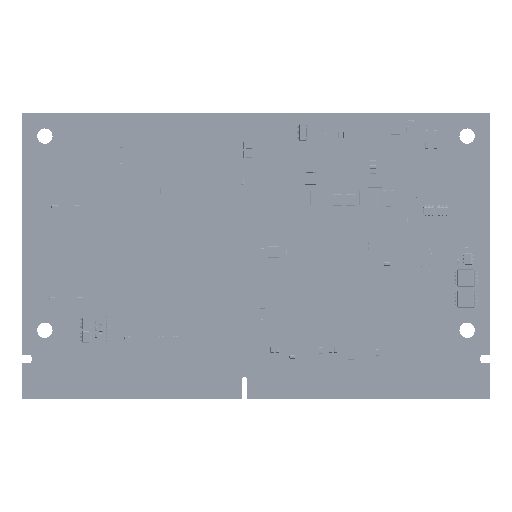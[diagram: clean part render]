
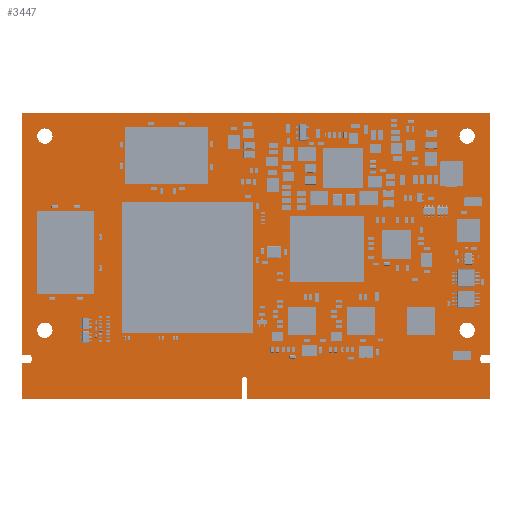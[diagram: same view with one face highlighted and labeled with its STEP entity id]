
A CAD part, top view. The second image highlights one B-rep face of the part: STEP entity #3447.
In plain terms, the highlighted planar face has unit normal (0, 0, 1).
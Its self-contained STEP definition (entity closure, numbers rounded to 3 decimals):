
#2652 = VERTEX_POINT('',#2653);
#2653 = CARTESIAN_POINT('',(0.,0.,1.207));
#2659 = EDGE_CURVE('',#2652,#2660,#2662,.T.);
#2660 = VERTEX_POINT('',#2661);
#2661 = CARTESIAN_POINT('',(0.,6.2,1.207));
#2662 = LINE('',#2663,#2664);
#2663 = CARTESIAN_POINT('',(0.,0.,1.207));
#2664 = VECTOR('',#2665,1.);
#2665 = DIRECTION('',(0.,1.,0.));
#2690 = EDGE_CURVE('',#2660,#2691,#2693,.T.);
#2691 = VERTEX_POINT('',#2692);
#2692 = CARTESIAN_POINT('',(1.2,6.2,1.207));
#2693 = LINE('',#2694,#2695);
#2694 = CARTESIAN_POINT('',(0.,6.2,1.207));
#2695 = VECTOR('',#2696,1.);
#2696 = DIRECTION('',(1.,0.,0.));
#2721 = EDGE_CURVE('',#2691,#2722,#2724,.T.);
#2722 = VERTEX_POINT('',#2723);
#2723 = CARTESIAN_POINT('',(1.7,6.7,1.207));
#2724 = CIRCLE('',#2725,0.498);
#2725 = AXIS2_PLACEMENT_3D('',#2726,#2727,#2728);
#2726 = CARTESIAN_POINT('',(1.202,6.698,1.207));
#2727 = DIRECTION('',(0.,0.,1.));
#2728 = DIRECTION('',(-0.003,-1.,0.));
#2754 = EDGE_CURVE('',#2722,#2755,#2757,.T.);
#2755 = VERTEX_POINT('',#2756);
#2756 = CARTESIAN_POINT('',(1.7,7.2,1.207));
#2757 = LINE('',#2758,#2759);
#2758 = CARTESIAN_POINT('',(1.7,6.7,1.207));
#2759 = VECTOR('',#2760,1.);
#2760 = DIRECTION('',(0.,1.,0.));
#2785 = EDGE_CURVE('',#2755,#2786,#2788,.T.);
#2786 = VERTEX_POINT('',#2787);
#2787 = CARTESIAN_POINT('',(1.2,7.7,1.207));
#2788 = CIRCLE('',#2789,0.498);
#2789 = AXIS2_PLACEMENT_3D('',#2790,#2791,#2792);
#2790 = CARTESIAN_POINT('',(1.202,7.202,1.207));
#2791 = DIRECTION('',(0.,0.,1.));
#2792 = DIRECTION('',(1.,-0.003,0.));
#2818 = EDGE_CURVE('',#2786,#2819,#2821,.T.);
#2819 = VERTEX_POINT('',#2820);
#2820 = CARTESIAN_POINT('',(0.,7.7,1.207));
#2821 = LINE('',#2822,#2823);
#2822 = CARTESIAN_POINT('',(1.2,7.7,1.207));
#2823 = VECTOR('',#2824,1.);
#2824 = DIRECTION('',(-1.,0.,0.));
#2849 = EDGE_CURVE('',#2819,#2850,#2852,.T.);
#2850 = VERTEX_POINT('',#2851);
#2851 = CARTESIAN_POINT('',(0.,50.,1.207));
#2852 = LINE('',#2853,#2854);
#2853 = CARTESIAN_POINT('',(0.,7.7,1.207));
#2854 = VECTOR('',#2855,1.);
#2855 = DIRECTION('',(0.,1.,0.));
#2880 = EDGE_CURVE('',#2850,#2881,#2883,.T.);
#2881 = VERTEX_POINT('',#2882);
#2882 = CARTESIAN_POINT('',(82.,50.,1.207));
#2883 = LINE('',#2884,#2885);
#2884 = CARTESIAN_POINT('',(0.,50.,1.207));
#2885 = VECTOR('',#2886,1.);
#2886 = DIRECTION('',(1.,0.,0.));
#2911 = EDGE_CURVE('',#2881,#2912,#2914,.T.);
#2912 = VERTEX_POINT('',#2913);
#2913 = CARTESIAN_POINT('',(82.,7.7,1.207));
#2914 = LINE('',#2915,#2916);
#2915 = CARTESIAN_POINT('',(82.,50.,1.207));
#2916 = VECTOR('',#2917,1.);
#2917 = DIRECTION('',(0.,-1.,0.));
#2942 = EDGE_CURVE('',#2912,#2943,#2945,.T.);
#2943 = VERTEX_POINT('',#2944);
#2944 = CARTESIAN_POINT('',(80.8,7.7,1.207));
#2945 = LINE('',#2946,#2947);
#2946 = CARTESIAN_POINT('',(82.,7.7,1.207));
#2947 = VECTOR('',#2948,1.);
#2948 = DIRECTION('',(-1.,0.,0.));
#2973 = EDGE_CURVE('',#2943,#2974,#2976,.T.);
#2974 = VERTEX_POINT('',#2975);
#2975 = CARTESIAN_POINT('',(80.3,7.2,1.207));
#2976 = CIRCLE('',#2977,0.498);
#2977 = AXIS2_PLACEMENT_3D('',#2978,#2979,#2980);
#2978 = CARTESIAN_POINT('',(80.798,7.202,1.207));
#2979 = DIRECTION('',(0.,0.,1.));
#2980 = DIRECTION('',(0.003,1.,-0.));
#3006 = EDGE_CURVE('',#2974,#3007,#3009,.T.);
#3007 = VERTEX_POINT('',#3008);
#3008 = CARTESIAN_POINT('',(80.3,6.7,1.207));
#3009 = LINE('',#3010,#3011);
#3010 = CARTESIAN_POINT('',(80.3,7.2,1.207));
#3011 = VECTOR('',#3012,1.);
#3012 = DIRECTION('',(0.,-1.,0.));
#3037 = EDGE_CURVE('',#3007,#3038,#3040,.T.);
#3038 = VERTEX_POINT('',#3039);
#3039 = CARTESIAN_POINT('',(80.8,6.2,1.207));
#3040 = CIRCLE('',#3041,0.498);
#3041 = AXIS2_PLACEMENT_3D('',#3042,#3043,#3044);
#3042 = CARTESIAN_POINT('',(80.798,6.698,1.207));
#3043 = DIRECTION('',(0.,0.,1.));
#3044 = DIRECTION('',(-1.,0.003,0.));
#3070 = EDGE_CURVE('',#3038,#3071,#3073,.T.);
#3071 = VERTEX_POINT('',#3072);
#3072 = CARTESIAN_POINT('',(82.,6.2,1.207));
#3073 = LINE('',#3074,#3075);
#3074 = CARTESIAN_POINT('',(80.8,6.2,1.207));
#3075 = VECTOR('',#3076,1.);
#3076 = DIRECTION('',(1.,0.,0.));
#3101 = EDGE_CURVE('',#3071,#3102,#3104,.T.);
#3102 = VERTEX_POINT('',#3103);
#3103 = CARTESIAN_POINT('',(82.,0.,1.207));
#3104 = LINE('',#3105,#3106);
#3105 = CARTESIAN_POINT('',(82.,6.2,1.207));
#3106 = VECTOR('',#3107,1.);
#3107 = DIRECTION('',(0.,-1.,0.));
#3132 = EDGE_CURVE('',#3102,#3133,#3135,.T.);
#3133 = VERTEX_POINT('',#3134);
#3134 = CARTESIAN_POINT('',(39.5,0.,1.207));
#3135 = LINE('',#3136,#3137);
#3136 = CARTESIAN_POINT('',(82.,0.,1.207));
#3137 = VECTOR('',#3138,1.);
#3138 = DIRECTION('',(-1.,0.,0.));
#3163 = EDGE_CURVE('',#3133,#3164,#3166,.T.);
#3164 = VERTEX_POINT('',#3165);
#3165 = CARTESIAN_POINT('',(39.5,3.3,1.207));
#3166 = LINE('',#3167,#3168);
#3167 = CARTESIAN_POINT('',(39.5,0.,1.207));
#3168 = VECTOR('',#3169,1.);
#3169 = DIRECTION('',(0.,1.,0.));
#3194 = EDGE_CURVE('',#3164,#3195,#3197,.T.);
#3195 = VERTEX_POINT('',#3196);
#3196 = CARTESIAN_POINT('',(38.5,3.3,1.207));
#3197 = CIRCLE('',#3198,0.5);
#3198 = AXIS2_PLACEMENT_3D('',#3199,#3200,#3201);
#3199 = CARTESIAN_POINT('',(39.,3.3,1.207));
#3200 = DIRECTION('',(0.,0.,1.));
#3201 = DIRECTION('',(1.,0.,-0.));
#3227 = EDGE_CURVE('',#3195,#3228,#3230,.T.);
#3228 = VERTEX_POINT('',#3229);
#3229 = CARTESIAN_POINT('',(38.5,0.,1.207));
#3230 = LINE('',#3231,#3232);
#3231 = CARTESIAN_POINT('',(38.5,3.3,1.207));
#3232 = VECTOR('',#3233,1.);
#3233 = DIRECTION('',(0.,-1.,0.));
#3258 = EDGE_CURVE('',#3228,#2652,#3259,.T.);
#3259 = LINE('',#3260,#3261);
#3260 = CARTESIAN_POINT('',(38.5,0.,1.207));
#3261 = VECTOR('',#3262,1.);
#3262 = DIRECTION('',(-1.,0.,0.));
#3282 = VERTEX_POINT('',#3283);
#3283 = CARTESIAN_POINT('',(5.35,12.,1.207));
#3289 = EDGE_CURVE('',#3282,#3282,#3290,.T.);
#3290 = CIRCLE('',#3291,1.35);
#3291 = AXIS2_PLACEMENT_3D('',#3292,#3293,#3294);
#3292 = CARTESIAN_POINT('',(4.,12.,1.207));
#3293 = DIRECTION('',(0.,0.,1.));
#3294 = DIRECTION('',(1.,0.,-0.));
#3315 = VERTEX_POINT('',#3316);
#3316 = CARTESIAN_POINT('',(5.35,46.,1.207));
#3322 = EDGE_CURVE('',#3315,#3315,#3323,.T.);
#3323 = CIRCLE('',#3324,1.35);
#3324 = AXIS2_PLACEMENT_3D('',#3325,#3326,#3327);
#3325 = CARTESIAN_POINT('',(4.,46.,1.207));
#3326 = DIRECTION('',(0.,0.,1.));
#3327 = DIRECTION('',(1.,0.,-0.));
#3348 = VERTEX_POINT('',#3349);
#3349 = CARTESIAN_POINT('',(79.35,12.,1.207));
#3355 = EDGE_CURVE('',#3348,#3348,#3356,.T.);
#3356 = CIRCLE('',#3357,1.35);
#3357 = AXIS2_PLACEMENT_3D('',#3358,#3359,#3360);
#3358 = CARTESIAN_POINT('',(78.,12.,1.207));
#3359 = DIRECTION('',(0.,0.,1.));
#3360 = DIRECTION('',(1.,0.,-0.));
#3381 = VERTEX_POINT('',#3382);
#3382 = CARTESIAN_POINT('',(79.35,46.,1.207));
#3388 = EDGE_CURVE('',#3381,#3381,#3389,.T.);
#3389 = CIRCLE('',#3390,1.35);
#3390 = AXIS2_PLACEMENT_3D('',#3391,#3392,#3393);
#3391 = CARTESIAN_POINT('',(78.,46.,1.207));
#3392 = DIRECTION('',(0.,0.,1.));
#3393 = DIRECTION('',(1.,0.,-0.));
#3447 = ADVANCED_FACE('',(#3448,#3470,#3473,#3476,#3479),#3482,.F.);
#3448 = FACE_BOUND('',#3449,.F.);
#3449 = EDGE_LOOP('',(#3450,#3451,#3452,#3453,#3454,#3455,#3456,#3457,
    #3458,#3459,#3460,#3461,#3462,#3463,#3464,#3465,#3466,#3467,#3468,
    #3469));
#3450 = ORIENTED_EDGE('',*,*,#2659,.T.);
#3451 = ORIENTED_EDGE('',*,*,#2690,.T.);
#3452 = ORIENTED_EDGE('',*,*,#2721,.T.);
#3453 = ORIENTED_EDGE('',*,*,#2754,.T.);
#3454 = ORIENTED_EDGE('',*,*,#2785,.T.);
#3455 = ORIENTED_EDGE('',*,*,#2818,.T.);
#3456 = ORIENTED_EDGE('',*,*,#2849,.T.);
#3457 = ORIENTED_EDGE('',*,*,#2880,.T.);
#3458 = ORIENTED_EDGE('',*,*,#2911,.T.);
#3459 = ORIENTED_EDGE('',*,*,#2942,.T.);
#3460 = ORIENTED_EDGE('',*,*,#2973,.T.);
#3461 = ORIENTED_EDGE('',*,*,#3006,.T.);
#3462 = ORIENTED_EDGE('',*,*,#3037,.T.);
#3463 = ORIENTED_EDGE('',*,*,#3070,.T.);
#3464 = ORIENTED_EDGE('',*,*,#3101,.T.);
#3465 = ORIENTED_EDGE('',*,*,#3132,.T.);
#3466 = ORIENTED_EDGE('',*,*,#3163,.T.);
#3467 = ORIENTED_EDGE('',*,*,#3194,.T.);
#3468 = ORIENTED_EDGE('',*,*,#3227,.T.);
#3469 = ORIENTED_EDGE('',*,*,#3258,.T.);
#3470 = FACE_BOUND('',#3471,.F.);
#3471 = EDGE_LOOP('',(#3472));
#3472 = ORIENTED_EDGE('',*,*,#3289,.T.);
#3473 = FACE_BOUND('',#3474,.F.);
#3474 = EDGE_LOOP('',(#3475));
#3475 = ORIENTED_EDGE('',*,*,#3322,.T.);
#3476 = FACE_BOUND('',#3477,.F.);
#3477 = EDGE_LOOP('',(#3478));
#3478 = ORIENTED_EDGE('',*,*,#3355,.T.);
#3479 = FACE_BOUND('',#3480,.F.);
#3480 = EDGE_LOOP('',(#3481));
#3481 = ORIENTED_EDGE('',*,*,#3388,.T.);
#3482 = PLANE('',#3483);
#3483 = AXIS2_PLACEMENT_3D('',#3484,#3485,#3486);
#3484 = CARTESIAN_POINT('',(40.949,24.033,1.207)
  );
#3485 = DIRECTION('',(-0.,-0.,-1.));
#3486 = DIRECTION('',(-1.,0.,0.));
